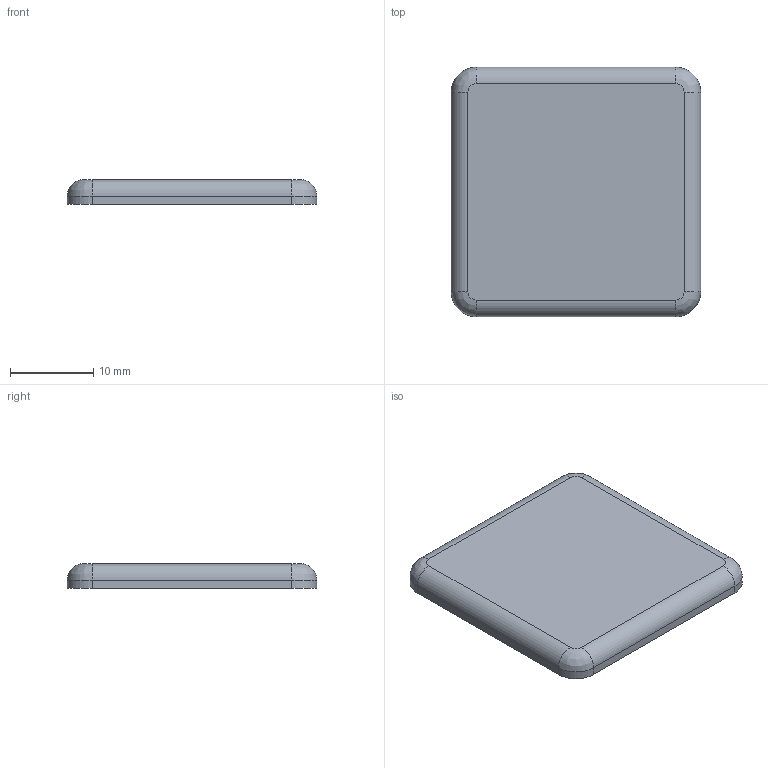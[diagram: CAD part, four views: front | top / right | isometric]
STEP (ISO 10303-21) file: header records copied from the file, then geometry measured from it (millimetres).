
FILE_DESCRIPTION(/* description */ ('KriTec Abdeckkappe 6 30x30, grau ähnlich RAL 7042'),/* implementation_level */ '2;1');
FILE_NAME(/* name */ '11895_KriTec_Abdeckkappe_6_30x30_grau_aehnlich_RAL_7042.stp',/* time_stamp */ '2019-12-23T08:46:12+01:00',/* author */ ('Steiner'),/* organization */ (''),/* preprocessor_version */ 'ST-DEVELOPER v17',/* originating_system */ 'Autodesk Inventor 2018',/* authorisation */ '');
FILE_SCHEMA (('AUTOMOTIVE_DESIGN { 1 0 10303 214 3 1 1 }'));
Length unit declared in the file: millimetre
Products named in the file (1): 11895
Bounding box: 30 x 30 x 3 mm (x, y, z)
Volume: 2580.6 mm3; surface area: 2028.7 mm2
Topology: 1 solids, 1 shells, 18 faces, 40 edges, 24 vertices
Faces by surface type: cylinder 8, plane 6, bspline 4
Entity records: 587 total; most frequent: CARTESIAN_POINT 115, DIRECTION 90, ORIENTED_EDGE 80, EDGE_CURVE 40, AXIS2_PLACEMENT_3D 35, VERTEX_POINT 24, LINE 20, VECTOR 20
